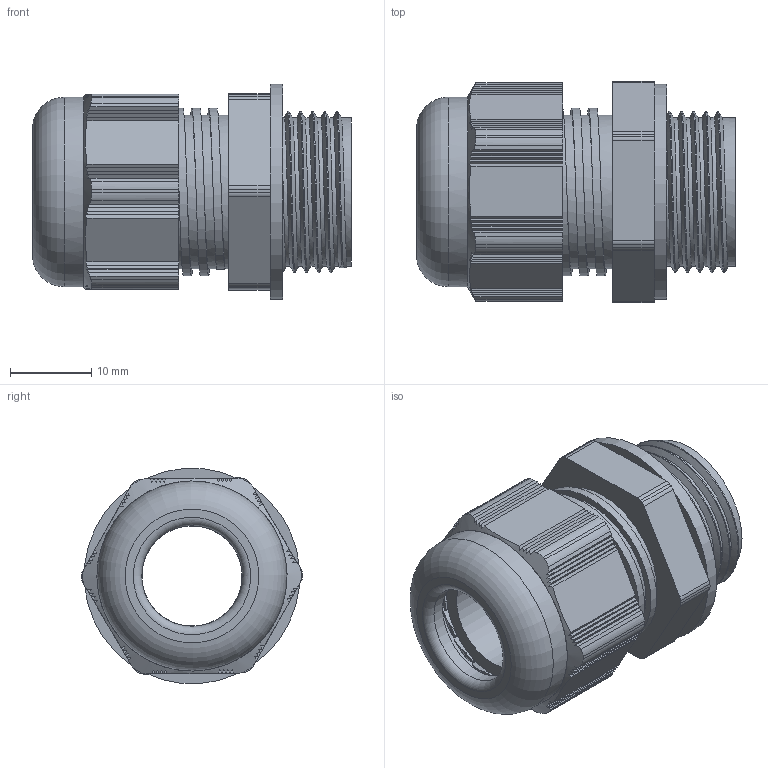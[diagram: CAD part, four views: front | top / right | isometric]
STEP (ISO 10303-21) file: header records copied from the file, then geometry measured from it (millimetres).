
FILE_DESCRIPTION(/* description */ ('Euro-Top X3 HI Poylamid M 20 Stutzen'),/* implementation_level */ '2;1');
FILE_NAME(/* name */ '85080520X3HI-RST.stp',/* time_stamp */ '2015-03-05T08:48:41+01:00',/* author */ ('sl'),/* organization */ (''),/* preprocessor_version */ 'ST-DEVELOPER v15.2',/* originating_system */ 'Autodesk Inventor 2014',/* authorisation */ '');
FILE_SCHEMA (('AUTOMOTIVE_DESIGN { 1 0 10303 214 3 1 1 }'));
Length unit declared in the file: millimetre
Products named in the file (5): Euro-Top-X3HI-05-BT-0001-85080520X3HI; Euro-Top-X3HI-05-BT-0002-85080520X3HI; Euro-Top-X3HI-05-BT-0003-85080520X3HI; Euro-Top-X3HI-05-BT-0004-85080520X3HI; Euro-Top-X3HI-05-BG-0001-85080520X3HI
Assembly tree (4 placements, depth 2):
  Euro-Top-X3HI-05-BG-0001-85080520X3HI
    Euro-Top-X3HI-05-BT-0001-85080520X3HI
    Euro-Top-X3HI-05-BT-0002-85080520X3HI
    Euro-Top-X3HI-05-BT-0003-85080520X3HI
    Euro-Top-X3HI-05-BT-0004-85080520X3HI
Bounding box: 39.22 x 27.2 x 26.47 mm (x, y, z)
Volume: 9414.9 mm3; surface area: 10954.9 mm2
Topology: 4 solids, 4 shells, 326 faces, 930 edges, 617 vertices
Faces by surface type: plane 180, cylinder 103, torus 19, cone 18, bspline 6
Full cylindrical faces by diameter (mm): 12.33 x1, 12.45 x1, 12.7 x1, 14.06 x1, 15.81 x1, 15.85 x1, 18.338 x5, 18.93 x5, 19.1 x1, 19.24 x6, 20.94 x5, 23.33 x1, 26.54 x1
Entity records: 13008 total; most frequent: CARTESIAN_POINT 5426, ORIENTED_EDGE 1682, DIRECTION 1452, EDGE_CURVE 841, VERTEX_POINT 571, AXIS2_PLACEMENT_3D 515, LINE 422, VECTOR 422
